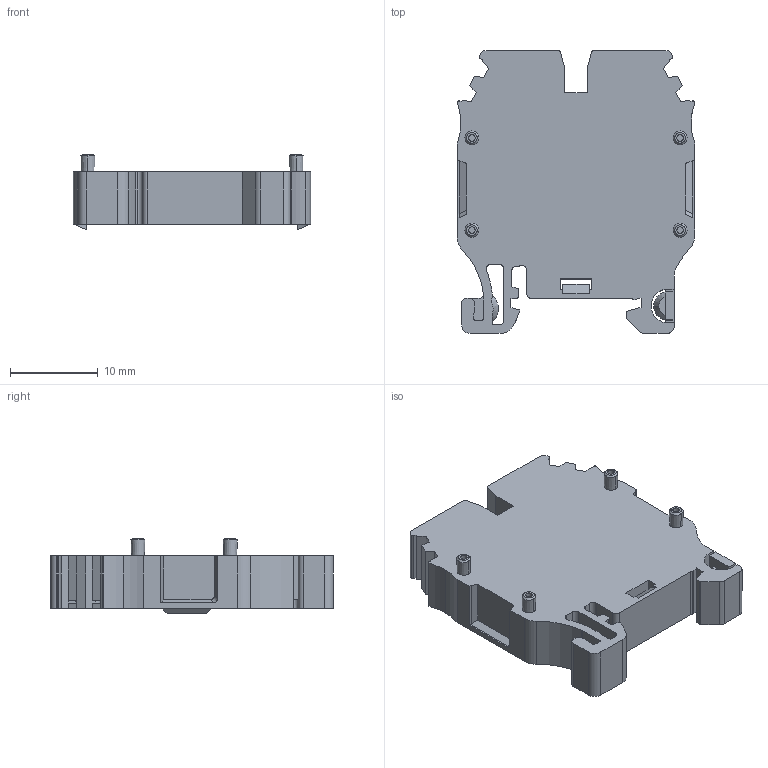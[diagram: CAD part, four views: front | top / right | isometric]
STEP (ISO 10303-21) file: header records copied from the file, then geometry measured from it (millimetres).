
FILE_DESCRIPTION (( 'STEP AP214' ), '1' );
FILE_NAME ('334430_MVK 4T.STP', '2015-08-07T07:08:11', ( '' ), ( '' ), 'SwSTEP 2.0', 'SolidWorks 2015', '' );
FILE_SCHEMA (( 'AUTOMOTIVE_DESIGN' ));
Length unit declared in the file: millimetre
Products named in the file (1): 334430_MVK 4T
Bounding box: 27 x 32.2 x 8.61 mm (x, y, z)
Volume: 4158.4 mm3; surface area: 2727.8 mm2
Topology: 1 solids, 2 shells, 281 faces, 740 edges, 478 vertices
Faces by surface type: plane 147, cylinder 79, cone 35, bspline 20
Entity records: 12193 total; most frequent: CARTESIAN_POINT 2028, ORIENTED_EDGE 1480, DIRECTION 1472, EDGE_CURVE 740, AXIS2_PLACEMENT_3D 492, VECTOR 488, LINE 488, VERTEX_POINT 478
